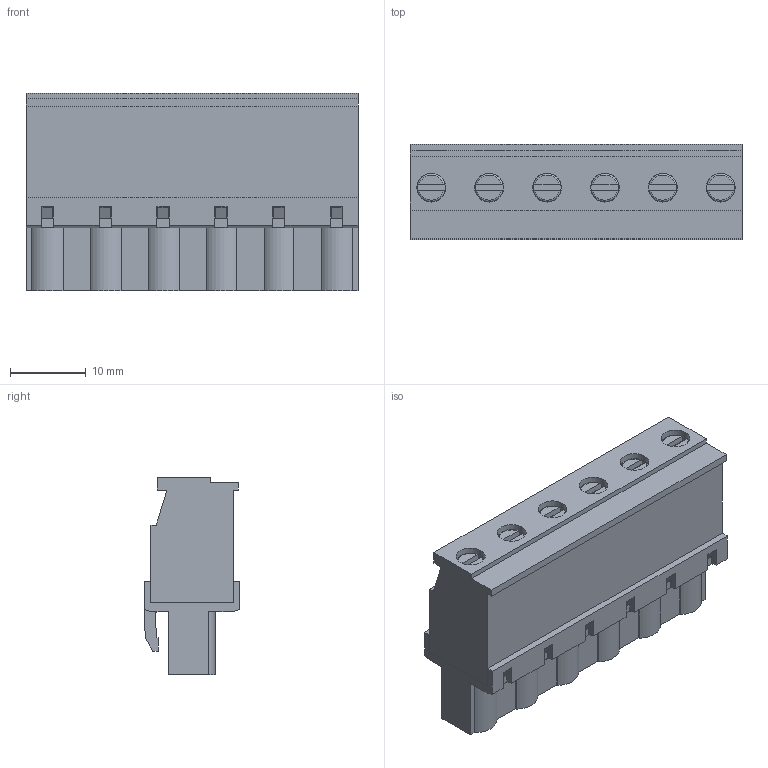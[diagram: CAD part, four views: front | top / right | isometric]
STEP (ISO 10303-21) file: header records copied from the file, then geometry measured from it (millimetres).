
FILE_DESCRIPTION( ( 'Unknown' ), '1' );
FILE_NAME( '691352410006.stp', 'Unknown', ( 'Quentin LAIDEBEUR' ), ( 'WE' ), 'PSStep 15.0.49', 'Sample-box', ' ' );
FILE_SCHEMA( ( 'AUTOMOTIVE_DESIGN { 1 0 10303 214 1 1 1 1 }' ) );
Length unit declared in the file: millimetre
Products named in the file (6): Assem1; 691344410006_plastic top; vis cage; Spring; cage; 691352410006_plastic bottom
Assembly tree (20 placements, depth 2):
  Assem1
    691344410006_plastic top
    vis cage  x6
    Spring  x6
    cage  x6
    691352410006_plastic bottom
Bounding box: 43.7 x 12.6 x 26 mm (x, y, z)
Volume: 6570.1 mm3; surface area: 13585.1 mm2
Topology: 20 solids, 20 shells, 1081 faces, 2932 edges, 1910 vertices
Faces by surface type: plane 885, cylinder 166, torus 18, cone 12
Full cylindrical faces by diameter (mm): 1.5 x6, 2.459 x6, 2.6 x6, 3 x12, 3.7 x6, 3.8 x6
Entity records: 27566 total; most frequent: CARTESIAN_POINT 3893, ORIENTED_EDGE 3788, DIRECTION 3478, EDGE_CURVE 1894, LINE 1736, VECTOR 1736, VERTEX_POINT 1262, AXIS2_PLACEMENT_3D 871
